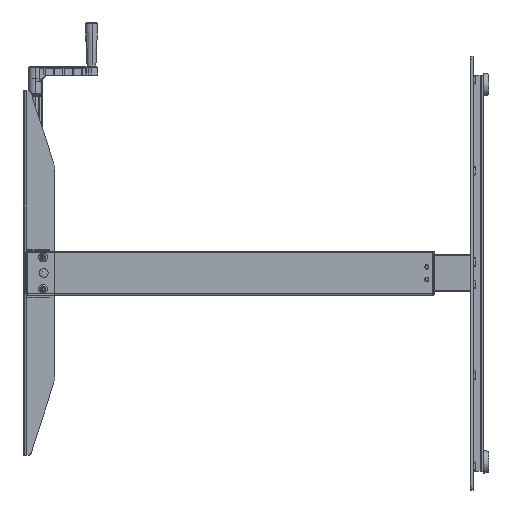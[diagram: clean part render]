
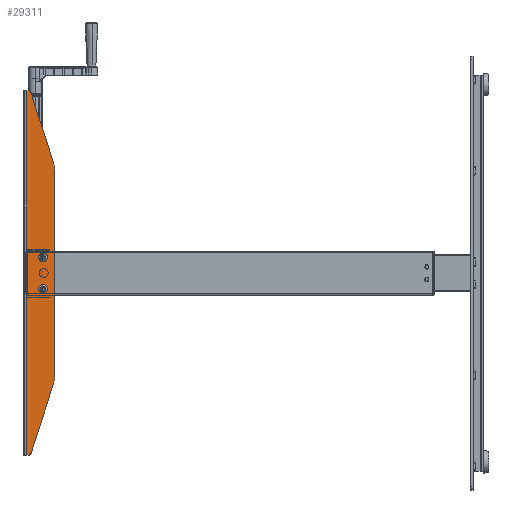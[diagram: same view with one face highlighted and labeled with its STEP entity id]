
A CAD part, left-side view. The second image highlights one B-rep face of the part: STEP entity #29311.
In plain terms, the highlighted planar face has unit normal (-1, 0, 0).
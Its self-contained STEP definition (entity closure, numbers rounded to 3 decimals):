
#348 = ORIENTED_EDGE ( 'NONE', *, *, #39653, .T. ) ;
#985 = VERTEX_POINT ( 'NONE', #32322 ) ;
#988 = CARTESIAN_POINT ( 'NONE',  ( -578., 713.65, -25. ) ) ;
#1014 = DIRECTION ( 'NONE',  ( 1., 0., 0. ) ) ;
#1854 = CARTESIAN_POINT ( 'NONE',  ( -578., 735.5, -290. ) ) ;
#1882 = CARTESIAN_POINT ( 'NONE',  ( -578., 691.969, 174.52 ) ) ;
#2091 = VERTEX_POINT ( 'NONE', #1882 ) ;
#2263 = DIRECTION ( 'NONE',  ( 0., 1., 0. ) ) ;
#2543 = EDGE_CURVE ( 'NONE', #41892, #30022, #23711, .T. ) ;
#2783 = VECTOR ( 'NONE', #18814, 1000. ) ;
#3119 = CARTESIAN_POINT ( 'NONE',  ( -578., 733.132, 290. ) ) ;
#3241 = CARTESIAN_POINT ( 'NONE',  ( -578., 728.377, -286.545 ) ) ;
#4275 = ORIENTED_EDGE ( 'NONE', *, *, #35974, .T. ) ;
#4633 = CARTESIAN_POINT ( 'NONE',  ( -578., 733.132, 285. ) ) ;
#4785 = DIRECTION ( 'NONE',  ( 1., 0., 0. ) ) ;
#4876 = ORIENTED_EDGE ( 'NONE', *, *, #34300, .F. ) ;
#5267 = CARTESIAN_POINT ( 'NONE',  ( -578., 735.5, 290. ) ) ;
#5679 = LINE ( 'NONE', #24706, #34013 ) ;
#5885 = DIRECTION ( 'NONE',  ( 0., 0.309, 0.951 ) ) ;
#5955 = CARTESIAN_POINT ( 'NONE',  ( -578., 709.5, 25. ) ) ;
#6103 = DIRECTION ( 'NONE',  ( 1., 0., 0. ) ) ;
#6417 = ORIENTED_EDGE ( 'NONE', *, *, #12254, .F. ) ;
#7537 = EDGE_LOOP ( 'NONE', ( #17283, #22125, #14957, #41839, #14255, #33387, #28288, #4876, #6417, #44290 ) ) ;
#8427 = LINE ( 'NONE', #13031, #21782 ) ;
#8599 = CIRCLE ( 'NONE', #9476, 4.15 ) ;
#8608 = CARTESIAN_POINT ( 'NONE',  ( -578., 720.5, 165.247 ) ) ;
#8737 = EDGE_CURVE ( 'NONE', #35761, #10885, #25610, .T. ) ;
#9476 = AXIS2_PLACEMENT_3D ( 'NONE', #5955, #6103, #41487 ) ;
#9555 = CIRCLE ( 'NONE', #15997, 5. ) ;
#10404 = CIRCLE ( 'NONE', #16116, 4.15 ) ;
#10664 = AXIS2_PLACEMENT_3D ( 'NONE', #26675, #26228, #40879 ) ;
#10885 = VERTEX_POINT ( 'NONE', #13331 ) ;
#11507 = CARTESIAN_POINT ( 'NONE',  ( -578., 729.5, -290. ) ) ;
#12196 = DIRECTION ( 'NONE',  ( 0., 0., 1. ) ) ;
#12254 = EDGE_CURVE ( 'NONE', #35761, #25992, #9555, .T. ) ;
#12311 = AXIS2_PLACEMENT_3D ( 'NONE', #15120, #1014, #36832 ) ;
#12580 = FACE_BOUND ( 'NONE', #22865, .T. ) ;
#12667 = PLANE ( 'NONE',  #15228 ) ;
#12991 = VECTOR ( 'NONE', #41621, 1000. ) ;
#13031 = CARTESIAN_POINT ( 'NONE',  ( -578., 690.5, 170. ) ) ;
#13331 = CARTESIAN_POINT ( 'NONE',  ( -578., 691.969, -174.52 ) ) ;
#14255 = ORIENTED_EDGE ( 'NONE', *, *, #44773, .F. ) ;
#14585 = VERTEX_POINT ( 'NONE', #42902 ) ;
#14689 = DIRECTION ( 'NONE',  ( 1., 0., 0. ) ) ;
#14957 = ORIENTED_EDGE ( 'NONE', *, *, #33355, .F. ) ;
#15120 = CARTESIAN_POINT ( 'NONE',  ( -578., 709.5, -25. ) ) ;
#15228 = AXIS2_PLACEMENT_3D ( 'NONE', #30123, #26703, #2263 ) ;
#15328 = VECTOR ( 'NONE', #18057, 1000. ) ;
#15530 = CIRCLE ( 'NONE', #31779, 5. ) ;
#15997 = AXIS2_PLACEMENT_3D ( 'NONE', #43725, #36288, #43568 ) ;
#16116 = AXIS2_PLACEMENT_3D ( 'NONE', #39546, #32457, #39255 ) ;
#16452 = CARTESIAN_POINT ( 'NONE',  ( -578., 733.132, -290. ) ) ;
#16824 = CARTESIAN_POINT ( 'NONE',  ( -578., 741.155, -290. ) ) ;
#17283 = ORIENTED_EDGE ( 'NONE', *, *, #39464, .F. ) ;
#17563 = EDGE_CURVE ( 'NONE', #41892, #39108, #5679, .T. ) ;
#18057 = DIRECTION ( 'NONE',  ( 0., 0., -1. ) ) ;
#18723 = DIRECTION ( 'NONE',  ( 0., 0., -1. ) ) ;
#18763 = EDGE_CURVE ( 'NONE', #26981, #23921, #37532, .T. ) ;
#18814 = DIRECTION ( 'NONE',  ( 0., -0.309, 0.951 ) ) ;
#18908 = CARTESIAN_POINT ( 'NONE',  ( -578., 690.5, 290. ) ) ;
#19705 = CARTESIAN_POINT ( 'NONE',  ( -578., 713.65, 25. ) ) ;
#20447 = AXIS2_PLACEMENT_3D ( 'NONE', #8608, #33461, #12196 ) ;
#20890 = CIRCLE ( 'NONE', #20447, 30. ) ;
#21782 = VECTOR ( 'NONE', #5885, 1000. ) ;
#22078 = FACE_OUTER_BOUND ( 'NONE', #7537, .T. ) ;
#22125 = ORIENTED_EDGE ( 'NONE', *, *, #29270, .F. ) ;
#22332 = AXIS2_PLACEMENT_3D ( 'NONE', #32726, #14689, #18723 ) ;
#22865 = EDGE_LOOP ( 'NONE', ( #348, #31188 ) ) ;
#23711 = LINE ( 'NONE', #28211, #15328 ) ;
#23921 = VERTEX_POINT ( 'NONE', #988 ) ;
#24706 = CARTESIAN_POINT ( 'NONE',  ( -578., 735.5, 290. ) ) ;
#25610 = LINE ( 'NONE', #11507, #2783 ) ;
#25922 = CARTESIAN_POINT ( 'NONE',  ( -578., 690.5, 165.247 ) ) ;
#25992 = VERTEX_POINT ( 'NONE', #16452 ) ;
#26228 = DIRECTION ( 'NONE',  ( 1., 0., 0. ) ) ;
#26675 = CARTESIAN_POINT ( 'NONE',  ( -578., 709.5, -25. ) ) ;
#26703 = DIRECTION ( 'NONE',  ( -1., 0., 0. ) ) ;
#26981 = VERTEX_POINT ( 'NONE', #41007 ) ;
#27490 = EDGE_CURVE ( 'NONE', #2091, #41606, #8427, .T. ) ;
#28211 = CARTESIAN_POINT ( 'NONE',  ( -578., 735.5, 0. ) ) ;
#28288 = ORIENTED_EDGE ( 'NONE', *, *, #2543, .T. ) ;
#29121 = EDGE_CURVE ( 'NONE', #985, #44897, #10404, .T. ) ;
#29270 = EDGE_CURVE ( 'NONE', #35944, #14585, #40344, .T. ) ;
#29311 = ADVANCED_FACE ( 'NONE', ( #12580, #31534, #22078 ), #12667, .T. ) ;
#29812 = DIRECTION ( 'NONE',  ( 0., 0., -1. ) ) ;
#30022 = VERTEX_POINT ( 'NONE', #1854 ) ;
#30123 = CARTESIAN_POINT ( 'NONE',  ( -578., 725.827, 0. ) ) ;
#31188 = ORIENTED_EDGE ( 'NONE', *, *, #29121, .T. ) ;
#31534 = FACE_BOUND ( 'NONE', #38105, .T. ) ;
#31779 = AXIS2_PLACEMENT_3D ( 'NONE', #4633, #4785, #40297 ) ;
#31928 = LINE ( 'NONE', #16824, #12991 ) ;
#32322 = CARTESIAN_POINT ( 'NONE',  ( -578., 705.35, 25. ) ) ;
#32457 = DIRECTION ( 'NONE',  ( 1., 0., 0. ) ) ;
#32726 = CARTESIAN_POINT ( 'NONE',  ( -578., 720.5, -165.247 ) ) ;
#33355 = EDGE_CURVE ( 'NONE', #2091, #35944, #20890, .T. ) ;
#33387 = ORIENTED_EDGE ( 'NONE', *, *, #17563, .F. ) ;
#33389 = CIRCLE ( 'NONE', #10664, 4.15 ) ;
#33461 = DIRECTION ( 'NONE',  ( 1., 0., 0. ) ) ;
#34013 = VECTOR ( 'NONE', #42490, 1000. ) ;
#34300 = EDGE_CURVE ( 'NONE', #25992, #30022, #31928, .T. ) ;
#35761 = VERTEX_POINT ( 'NONE', #3241 ) ;
#35944 = VERTEX_POINT ( 'NONE', #25922 ) ;
#35974 = EDGE_CURVE ( 'NONE', #23921, #26981, #33389, .T. ) ;
#36254 = ORIENTED_EDGE ( 'NONE', *, *, #18763, .T. ) ;
#36288 = DIRECTION ( 'NONE',  ( 1., 0., 0. ) ) ;
#36832 = DIRECTION ( 'NONE',  ( 0., 1., 0. ) ) ;
#37532 = CIRCLE ( 'NONE', #12311, 4.15 ) ;
#38105 = EDGE_LOOP ( 'NONE', ( #4275, #36254 ) ) ;
#39108 = VERTEX_POINT ( 'NONE', #3119 ) ;
#39255 = DIRECTION ( 'NONE',  ( 0., 1., 0. ) ) ;
#39275 = VECTOR ( 'NONE', #29812, 1000. ) ;
#39464 = EDGE_CURVE ( 'NONE', #14585, #10885, #43931, .T. ) ;
#39546 = CARTESIAN_POINT ( 'NONE',  ( -578., 709.5, 25. ) ) ;
#39653 = EDGE_CURVE ( 'NONE', #44897, #985, #8599, .T. ) ;
#40297 = DIRECTION ( 'NONE',  ( 0., 0., -1. ) ) ;
#40344 = LINE ( 'NONE', #18908, #39275 ) ;
#40879 = DIRECTION ( 'NONE',  ( 0., 1., 0. ) ) ;
#41007 = CARTESIAN_POINT ( 'NONE',  ( -578., 705.35, -25. ) ) ;
#41487 = DIRECTION ( 'NONE',  ( 0., 1., 0. ) ) ;
#41606 = VERTEX_POINT ( 'NONE', #42564 ) ;
#41621 = DIRECTION ( 'NONE',  ( 0., 1., 0. ) ) ;
#41839 = ORIENTED_EDGE ( 'NONE', *, *, #27490, .T. ) ;
#41892 = VERTEX_POINT ( 'NONE', #5267 ) ;
#42490 = DIRECTION ( 'NONE',  ( 0., -1., 0. ) ) ;
#42564 = CARTESIAN_POINT ( 'NONE',  ( -578., 728.377, 286.545 ) ) ;
#42902 = CARTESIAN_POINT ( 'NONE',  ( -578., 690.5, -165.247 ) ) ;
#43568 = DIRECTION ( 'NONE',  ( 0., 0., 1. ) ) ;
#43725 = CARTESIAN_POINT ( 'NONE',  ( -578., 733.132, -285. ) ) ;
#43931 = CIRCLE ( 'NONE', #22332, 30. ) ;
#44290 = ORIENTED_EDGE ( 'NONE', *, *, #8737, .T. ) ;
#44773 = EDGE_CURVE ( 'NONE', #39108, #41606, #15530, .T. ) ;
#44897 = VERTEX_POINT ( 'NONE', #19705 ) ;
